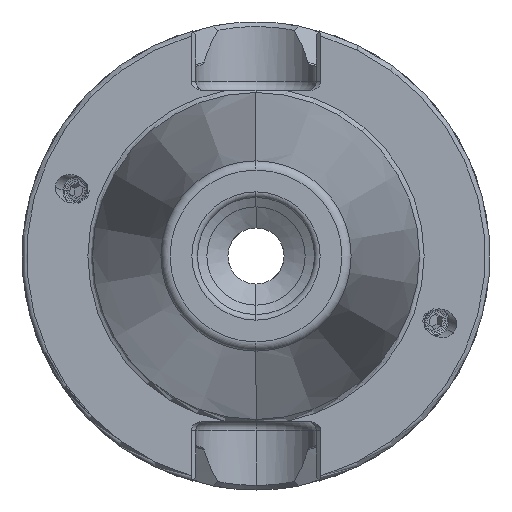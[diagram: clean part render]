
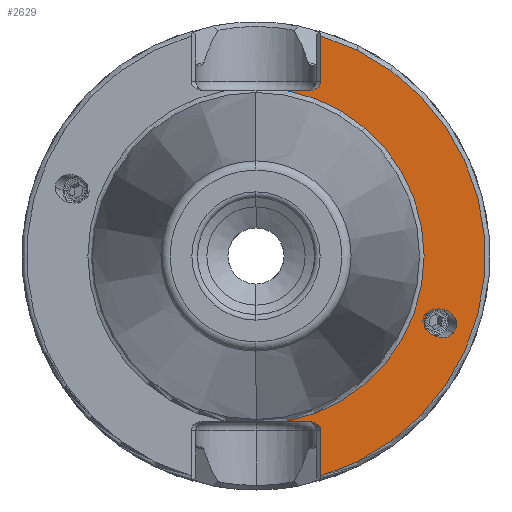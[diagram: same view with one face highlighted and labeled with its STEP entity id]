
A CAD part, left-side view. The second image highlights one B-rep face of the part: STEP entity #2629.
In plain terms, the highlighted planar face has unit normal (-1, 0, 0).
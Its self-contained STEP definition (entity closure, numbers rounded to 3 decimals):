
#24 = DIRECTION ( 'NONE',  ( -1., 0., 0. ) ) ;
#75 = EDGE_CURVE ( 'NONE', #1245, #3522, #1098, .T. ) ;
#207 = CARTESIAN_POINT ( 'NONE',  ( 3., -13.85, -37.3 ) ) ;
#379 = CARTESIAN_POINT ( 'NONE',  ( 3., 35.925, 0. ) ) ;
#438 = CARTESIAN_POINT ( 'NONE',  ( 3., -12.678, 35.3 ) ) ;
#485 = EDGE_CURVE ( 'NONE', #4613, #888, #5476, .T. ) ;
#548 = DIRECTION ( 'NONE',  ( 0., 1., 0. ) ) ;
#686 =( BOUNDED_CURVE ( )  B_SPLINE_CURVE ( 3, ( #4517, #1028, #6051, #2675 ),
 .UNSPECIFIED., .F., .F. ) 
 B_SPLINE_CURVE_WITH_KNOTS ( ( 4, 4 ),
 ( 5.978, 9.119 ),
 .UNSPECIFIED. ) 
 CURVE ( )  GEOMETRIC_REPRESENTATION_ITEM ( )  RATIONAL_B_SPLINE_CURVE ( ( 1., 0.333, 0.333, 1. ) ) 
 REPRESENTATION_ITEM ( '' )  );
#741 = AXIS2_PLACEMENT_3D ( 'NONE', #379, #2319, #6339 ) ;
#786 = CIRCLE ( 'NONE', #3909, 49. ) ;
#797 = VERTEX_POINT ( 'NONE', #1426 ) ;
#803 = EDGE_CURVE ( 'NONE', #5901, #5315, #5297, .T. ) ;
#864 = CARTESIAN_POINT ( 'NONE',  ( 3., -6.672, -35.3 ) ) ;
#888 = VERTEX_POINT ( 'NONE', #207 ) ;
#988 = CARTESIAN_POINT ( 'NONE',  ( 3., -42.263, -16.342 ) ) ;
#1005 = ORIENTED_EDGE ( 'NONE', *, *, #1495, .T. ) ;
#1028 = CARTESIAN_POINT ( 'NONE',  ( 3., -46.178, -11.677 ) ) ;
#1098 = LINE ( 'NONE', #3701, #6254 ) ;
#1161 = LINE ( 'NONE', #1738, #2243 ) ;
#1191 = EDGE_CURVE ( 'NONE', #4002, #5315, #5159, .T. ) ;
#1204 = CARTESIAN_POINT ( 'NONE',  ( 3., -13.85, 37.3 ) ) ;
#1245 = VERTEX_POINT ( 'NONE', #5057 ) ;
#1277 = CARTESIAN_POINT ( 'NONE',  ( 3., -38.349, -21.007 ) ) ;
#1353 = CARTESIAN_POINT ( 'NONE',  ( 3., -6.672, 35.3 ) ) ;
#1357 = LINE ( 'NONE', #3444, #6028 ) ;
#1426 = CARTESIAN_POINT ( 'NONE',  ( 3., -13.85, -47.002 ) ) ;
#1495 = EDGE_CURVE ( 'NONE', #797, #3522, #786, .T. ) ;
#1738 = CARTESIAN_POINT ( 'NONE',  ( 3., 35.925, -35.3 ) ) ;
#1760 = CARTESIAN_POINT ( 'NONE',  ( 3., -12.678, -35.3 ) ) ;
#1790 =( BOUNDED_CURVE ( )  B_SPLINE_CURVE ( 3, ( #1204, #4696, #438, #4234 ),
 .UNSPECIFIED., .F., .F. ) 
 B_SPLINE_CURVE_WITH_KNOTS ( ( 4, 4 ),
 ( 3.142, 4.712 ),
 .UNSPECIFIED. ) 
 CURVE ( )  GEOMETRIC_REPRESENTATION_ITEM ( )  RATIONAL_B_SPLINE_CURVE ( ( 1., 0.805, 0.805, 1. ) ) 
 REPRESENTATION_ITEM ( '' )  );
#1841 = CARTESIAN_POINT ( 'NONE',  ( 3., -13.85, -37.3 ) ) ;
#1893 = DIRECTION ( 'NONE',  ( 0., 0., -1. ) ) ;
#1940 = ORIENTED_EDGE ( 'NONE', *, *, #6302, .T. ) ;
#2048 = ORIENTED_EDGE ( 'NONE', *, *, #1191, .T. ) ;
#2208 = ORIENTED_EDGE ( 'NONE', *, *, #485, .T. ) ;
#2243 = VECTOR ( 'NONE', #2704, 1000. ) ;
#2282 = ORIENTED_EDGE ( 'NONE', *, *, #4109, .T. ) ;
#2319 = DIRECTION ( 'NONE',  ( 1., 0., 0. ) ) ;
#2446 = CARTESIAN_POINT ( 'NONE',  ( 3., -13.85, -36.128 ) ) ;
#2472 = VERTEX_POINT ( 'NONE', #988 ) ;
#2629 = ADVANCED_FACE ( 'NONE', ( #5420, #5741 ), #2817, .F. ) ;
#2675 = CARTESIAN_POINT ( 'NONE',  ( 3., -36.671, -12.387 ) ) ;
#2679 = CARTESIAN_POINT ( 'NONE',  ( 3., -32.757, -17.052 ) ) ;
#2704 = DIRECTION ( 'NONE',  ( 0., -1., 0. ) ) ;
#2757 = DIRECTION ( 'NONE',  ( -1., 0., 0. ) ) ;
#2817 = PLANE ( 'NONE',  #741 ) ;
#2957 = CARTESIAN_POINT ( 'NONE',  ( 3., -13.85, 47.002 ) ) ;
#3444 = CARTESIAN_POINT ( 'NONE',  ( 3., -13.85, 0. ) ) ;
#3454 = DIRECTION ( 'NONE',  ( 0., 0., 1. ) ) ;
#3522 = VERTEX_POINT ( 'NONE', #2957 ) ;
#3584 = CARTESIAN_POINT ( 'NONE',  ( 3., -11.022, 35.3 ) ) ;
#3701 = CARTESIAN_POINT ( 'NONE',  ( 3., -13.85, 0. ) ) ;
#3909 = AXIS2_PLACEMENT_3D ( 'NONE', #5838, #2757, #5792 ) ;
#3934 = EDGE_CURVE ( 'NONE', #888, #797, #1357, .T. ) ;
#4002 = VERTEX_POINT ( 'NONE', #3584 ) ;
#4109 = EDGE_CURVE ( 'NONE', #1245, #4002, #1790, .T. ) ;
#4154 = DIRECTION ( 'NONE',  ( 0., 0., 1. ) ) ;
#4234 = CARTESIAN_POINT ( 'NONE',  ( 3., -11.022, 35.3 ) ) ;
#4474 = VERTEX_POINT ( 'NONE', #5554 ) ;
#4508 =( BOUNDED_CURVE ( )  B_SPLINE_CURVE ( 3, ( #5625, #2679, #1277, #5248 ),
 .UNSPECIFIED., .F., .T. ) 
 B_SPLINE_CURVE_WITH_KNOTS ( ( 4, 4 ),
 ( 2.836, 5.978 ),
 .UNSPECIFIED. ) 
 CURVE ( )  GEOMETRIC_REPRESENTATION_ITEM ( )  RATIONAL_B_SPLINE_CURVE ( ( 1., 0.333, 0.333, 1. ) ) 
 REPRESENTATION_ITEM ( '' )  );
#4517 = CARTESIAN_POINT ( 'NONE',  ( 3., -42.263, -16.342 ) ) ;
#4613 = VERTEX_POINT ( 'NONE', #6122 ) ;
#4696 = CARTESIAN_POINT ( 'NONE',  ( 3., -13.85, 36.128 ) ) ;
#4830 = EDGE_CURVE ( 'NONE', #2472, #4474, #686, .T. ) ;
#4951 = ORIENTED_EDGE ( 'NONE', *, *, #5861, .F. ) ;
#4953 = ORIENTED_EDGE ( 'NONE', *, *, #3934, .T. ) ;
#5038 = EDGE_LOOP ( 'NONE', ( #4951, #6044 ) ) ;
#5057 = CARTESIAN_POINT ( 'NONE',  ( 3., -13.85, 37.3 ) ) ;
#5159 = LINE ( 'NONE', #5941, #5870 ) ;
#5248 = CARTESIAN_POINT ( 'NONE',  ( 3., -42.263, -16.342 ) ) ;
#5264 = AXIS2_PLACEMENT_3D ( 'NONE', #6001, #24, #3454 ) ;
#5297 = CIRCLE ( 'NONE', #5264, 35.925 ) ;
#5315 = VERTEX_POINT ( 'NONE', #1353 ) ;
#5420 = FACE_BOUND ( 'NONE', #5038, .T. ) ;
#5476 =( BOUNDED_CURVE ( )  B_SPLINE_CURVE ( 3, ( #6132, #1760, #2446, #1841 ),
 .UNSPECIFIED., .F., .T. ) 
 B_SPLINE_CURVE_WITH_KNOTS ( ( 4, 4 ),
 ( 4.712, 6.283 ),
 .UNSPECIFIED. ) 
 CURVE ( )  GEOMETRIC_REPRESENTATION_ITEM ( )  RATIONAL_B_SPLINE_CURVE ( ( 1., 0.805, 0.805, 1. ) ) 
 REPRESENTATION_ITEM ( '' )  );
#5554 = CARTESIAN_POINT ( 'NONE',  ( 3., -36.671, -12.387 ) ) ;
#5625 = CARTESIAN_POINT ( 'NONE',  ( 3., -36.671, -12.387 ) ) ;
#5693 = ORIENTED_EDGE ( 'NONE', *, *, #75, .F. ) ;
#5741 = FACE_OUTER_BOUND ( 'NONE', #6335, .T. ) ;
#5792 = DIRECTION ( 'NONE',  ( 0., 0., 1. ) ) ;
#5838 = CARTESIAN_POINT ( 'NONE',  ( 3., 0., 0. ) ) ;
#5861 = EDGE_CURVE ( 'NONE', #4474, #2472, #4508, .T. ) ;
#5870 = VECTOR ( 'NONE', #548, 1000. ) ;
#5901 = VERTEX_POINT ( 'NONE', #864 ) ;
#5941 = CARTESIAN_POINT ( 'NONE',  ( 3., 35.925, 35.3 ) ) ;
#6001 = CARTESIAN_POINT ( 'NONE',  ( 3., 0., 0. ) ) ;
#6028 = VECTOR ( 'NONE', #1893, 1000. ) ;
#6031 = ORIENTED_EDGE ( 'NONE', *, *, #803, .F. ) ;
#6044 = ORIENTED_EDGE ( 'NONE', *, *, #4830, .F. ) ;
#6051 = CARTESIAN_POINT ( 'NONE',  ( 3., -40.585, -7.722 ) ) ;
#6122 = CARTESIAN_POINT ( 'NONE',  ( 3., -11.022, -35.3 ) ) ;
#6132 = CARTESIAN_POINT ( 'NONE',  ( 3., -11.022, -35.3 ) ) ;
#6254 = VECTOR ( 'NONE', #4154, 1000. ) ;
#6302 = EDGE_CURVE ( 'NONE', #5901, #4613, #1161, .T. ) ;
#6335 = EDGE_LOOP ( 'NONE', ( #5693, #2282, #2048, #6031, #1940, #2208, #4953, #1005 ) ) ;
#6339 = DIRECTION ( 'NONE',  ( 0., 0., -1. ) ) ;
